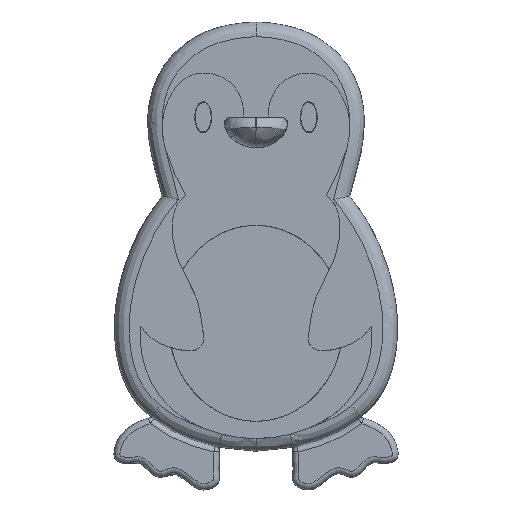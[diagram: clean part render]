
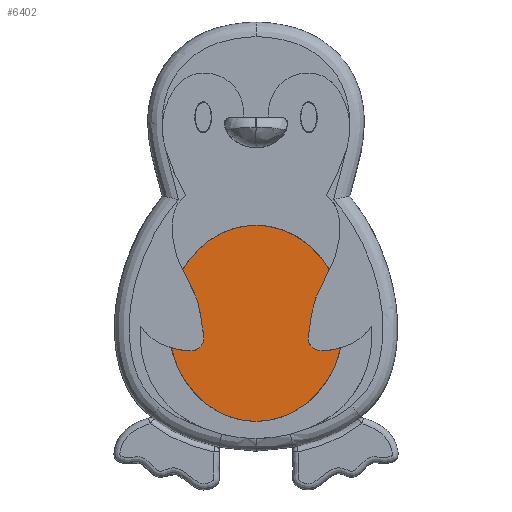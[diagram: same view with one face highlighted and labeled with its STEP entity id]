
A CAD part, top view. The second image highlights one B-rep face of the part: STEP entity #6402.
In plain terms, the highlighted planar face has unit normal (0, 0, 1).
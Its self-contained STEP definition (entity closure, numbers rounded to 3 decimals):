
#6212=CARTESIAN_POINT('Vertex',(-53.737,-428.435,3.)) ;
#6218=CARTESIAN_POINT('Vertex',(-83.687,-394.925,3.)) ;
#6222=CARTESIAN_POINT('Control Point',(-83.687,-394.925,3.)) ;
#6223=CARTESIAN_POINT('Control Point',(-53.737,-394.925,3.)) ;
#6224=CARTESIAN_POINT('Control Point',(-53.737,-428.435,3.)) ;
#6241=CARTESIAN_POINT('Control Point',(-53.737,-428.435,3.)) ;
#6242=CARTESIAN_POINT('Control Point',(-53.737,-432.681,3.)) ;
#6243=CARTESIAN_POINT('Control Point',(-54.684,-436.793,3.)) ;
#6244=CARTESIAN_POINT('Vertex',(-54.684,-436.793,3.)) ;
#6248=CARTESIAN_POINT('Control Point',(-54.684,-436.793,3.)) ;
#6249=CARTESIAN_POINT('Control Point',(-60.474,-461.945,3.)) ;
#6250=CARTESIAN_POINT('Control Point',(-83.687,-461.945,3.)) ;
#6251=CARTESIAN_POINT('Vertex',(-83.687,-461.945,3.)) ;
#6277=CARTESIAN_POINT('Vertex',(-113.637,-428.435,3.)) ;
#6281=CARTESIAN_POINT('Control Point',(-83.687,-461.945,3.)) ;
#6282=CARTESIAN_POINT('Control Point',(-113.637,-461.945,3.)) ;
#6283=CARTESIAN_POINT('Control Point',(-113.637,-428.435,3.)) ;
#6300=CARTESIAN_POINT('Control Point',(-113.637,-428.435,3.)) ;
#6301=CARTESIAN_POINT('Control Point',(-113.637,-394.925,3.)) ;
#6302=CARTESIAN_POINT('Control Point',(-83.687,-394.925,3.)) ;
#6354=CARTESIAN_POINT('Axis2P3D Location',(-58.809,-424.142,3.)) ;
#6366=CARTESIAN_POINT('Axis2P3D Location',(-107.687,-428.435,3.)) ;
#6370=CARTESIAN_POINT('Vertex',(-110.937,-428.435,3.)) ;
#6372=CARTESIAN_POINT('Vertex',(-104.437,-428.435,3.)) ;
#6375=CARTESIAN_POINT('Axis2P3D Location',(-107.687,-428.435,3.)) ;
#6384=CARTESIAN_POINT('Axis2P3D Location',(-59.687,-428.435,3.)) ;
#6388=CARTESIAN_POINT('Vertex',(-62.937,-428.435,3.)) ;
#6390=CARTESIAN_POINT('Vertex',(-56.437,-428.435,3.)) ;
#6393=CARTESIAN_POINT('Axis2P3D Location',(-59.687,-428.435,3.)) ;
#6355=DIRECTION('Axis2P3D Direction',(-0.,0.,-1.)) ;
#6356=DIRECTION('Axis2P3D XDirection',(-1.,-0.,0.)) ;
#6367=DIRECTION('Axis2P3D Direction',(-0.,0.,-1.)) ;
#6376=DIRECTION('Axis2P3D Direction',(-0.,0.,-1.)) ;
#6385=DIRECTION('Axis2P3D Direction',(-0.,0.,-1.)) ;
#6394=DIRECTION('Axis2P3D Direction',(-0.,0.,-1.)) ;
#6357=AXIS2_PLACEMENT_3D('Plane Axis2P3D',#6354,#6355,#6356) ;
#6368=AXIS2_PLACEMENT_3D('Circle Axis2P3D',#6366,#6367,$) ;
#6377=AXIS2_PLACEMENT_3D('Circle Axis2P3D',#6375,#6376,$) ;
#6386=AXIS2_PLACEMENT_3D('Circle Axis2P3D',#6384,#6385,$) ;
#6395=AXIS2_PLACEMENT_3D('Circle Axis2P3D',#6393,#6394,$) ;
#6360=ORIENTED_EDGE('',*,*,#6253,.F.) ;
#6361=ORIENTED_EDGE('',*,*,#6246,.F.) ;
#6362=ORIENTED_EDGE('',*,*,#6225,.F.) ;
#6363=ORIENTED_EDGE('',*,*,#6303,.F.) ;
#6364=ORIENTED_EDGE('',*,*,#6284,.F.) ;
#6381=ORIENTED_EDGE('',*,*,#6374,.T.) ;
#6382=ORIENTED_EDGE('',*,*,#6379,.T.) ;
#6399=ORIENTED_EDGE('',*,*,#6392,.T.) ;
#6400=ORIENTED_EDGE('',*,*,#6397,.T.) ;
#6383=FACE_BOUND('',#6380,.T.) ;
#6401=FACE_BOUND('',#6398,.T.) ;
#6402=ADVANCED_FACE('Solid',(#6365,#6383,#6401),#6358,.F.) ;
#6369=CIRCLE('generated circle',#6368,3.25) ;
#6378=CIRCLE('generated circle',#6377,3.25) ;
#6387=CIRCLE('generated circle',#6386,3.25) ;
#6396=CIRCLE('generated circle',#6395,3.25) ;
#6225=EDGE_CURVE('',#6219,#6213,#6221,.T.) ;
#6246=EDGE_CURVE('',#6213,#6245,#6240,.T.) ;
#6253=EDGE_CURVE('',#6245,#6252,#6247,.T.) ;
#6284=EDGE_CURVE('',#6252,#6278,#6280,.T.) ;
#6303=EDGE_CURVE('',#6278,#6219,#6299,.T.) ;
#6374=EDGE_CURVE('',#6371,#6373,#6369,.T.) ;
#6379=EDGE_CURVE('',#6373,#6371,#6378,.T.) ;
#6392=EDGE_CURVE('',#6389,#6391,#6387,.T.) ;
#6397=EDGE_CURVE('',#6391,#6389,#6396,.T.) ;
#6359=EDGE_LOOP('',(#6360,#6361,#6362,#6363,#6364)) ;
#6380=EDGE_LOOP('',(#6381,#6382)) ;
#6398=EDGE_LOOP('',(#6399,#6400)) ;
#6365=FACE_OUTER_BOUND('',#6359,.T.) ;
#6358=PLANE('',#6357) ;
#6213=VERTEX_POINT('',#6212) ;
#6219=VERTEX_POINT('',#6218) ;
#6245=VERTEX_POINT('',#6244) ;
#6252=VERTEX_POINT('',#6251) ;
#6278=VERTEX_POINT('',#6277) ;
#6371=VERTEX_POINT('',#6370) ;
#6373=VERTEX_POINT('',#6372) ;
#6389=VERTEX_POINT('',#6388) ;
#6391=VERTEX_POINT('',#6390) ;
#6221=(BOUNDED_CURVE()B_SPLINE_CURVE(2,(#6222,#6223,#6224),.UNSPECIFIED.,.F.,.U.)B_SPLINE_CURVE_WITH_KNOTS((3,3),(0.,63.46),.UNSPECIFIED.)CURVE()GEOMETRIC_REPRESENTATION_ITEM()RATIONAL_B_SPLINE_CURVE((1.,0.707,1.))REPRESENTATION_ITEM('')) ;
#6240=(BOUNDED_CURVE()B_SPLINE_CURVE(2,(#6241,#6242,#6243),.UNSPECIFIED.,.F.,.U.)B_SPLINE_CURVE_WITH_KNOTS((3,3),(63.46,74.265),.UNSPECIFIED.)CURVE()GEOMETRIC_REPRESENTATION_ITEM()RATIONAL_B_SPLINE_CURVE((1.,0.95,0.917))REPRESENTATION_ITEM('')) ;
#6247=(BOUNDED_CURVE()B_SPLINE_CURVE(2,(#6248,#6249,#6250),.UNSPECIFIED.,.F.,.U.)B_SPLINE_CURVE_WITH_KNOTS((3,3),(74.265,126.92),.UNSPECIFIED.)CURVE()GEOMETRIC_REPRESENTATION_ITEM()RATIONAL_B_SPLINE_CURVE((0.917,0.757,1.))REPRESENTATION_ITEM('')) ;
#6280=(BOUNDED_CURVE()B_SPLINE_CURVE(2,(#6281,#6282,#6283),.UNSPECIFIED.,.F.,.U.)B_SPLINE_CURVE_WITH_KNOTS((3,3),(126.92,190.38),.UNSPECIFIED.)CURVE()GEOMETRIC_REPRESENTATION_ITEM()RATIONAL_B_SPLINE_CURVE((1.,0.707,1.))REPRESENTATION_ITEM('')) ;
#6299=(BOUNDED_CURVE()B_SPLINE_CURVE(2,(#6300,#6301,#6302),.UNSPECIFIED.,.F.,.U.)B_SPLINE_CURVE_WITH_KNOTS((3,3),(190.38,253.84),.UNSPECIFIED.)CURVE()GEOMETRIC_REPRESENTATION_ITEM()RATIONAL_B_SPLINE_CURVE((1.,0.707,1.))REPRESENTATION_ITEM('')) ;
